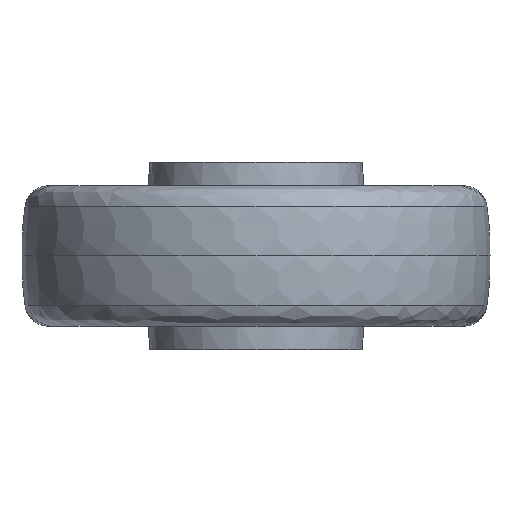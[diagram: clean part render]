
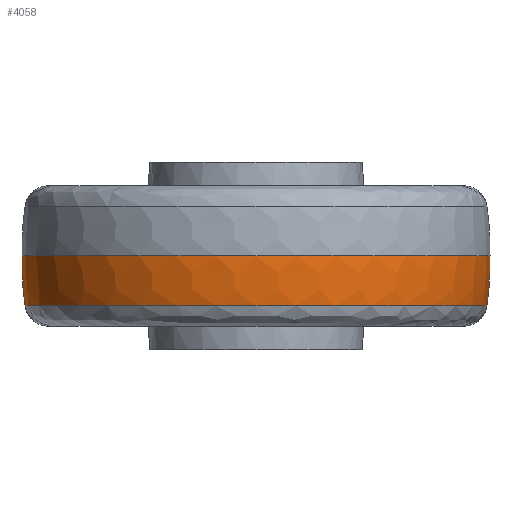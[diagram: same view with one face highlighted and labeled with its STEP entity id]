
A CAD part, front view. The second image highlights one B-rep face of the part: STEP entity #4058.
In plain terms, the highlighted toroidal (fillet/blend) face has major radius 24.98 mm and minor radius 100 mm.
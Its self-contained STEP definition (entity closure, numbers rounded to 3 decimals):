
#235 = CARTESIAN_POINT ( 'NONE',  ( -34.279, -22.366, -16.007 ) ) ;
#236 = VERTEX_POINT ( 'NONE', #2906 ) ;
#314 = CARTESIAN_POINT ( 'NONE',  ( 39.759, -22.366, -16.007 ) ) ;
#404 = AXIS2_PLACEMENT_3D ( 'NONE', #235, #1461, #3152 ) ;
#527 = CIRCLE ( 'NONE', #2303, 100. ) ;
#649 = EDGE_CURVE ( 'NONE', #1547, #236, #4064, .T. ) ;
#1007 = DIRECTION ( 'NONE',  ( 0., 1., 0. ) ) ;
#1211 = DIRECTION ( 'NONE',  ( 1., 0., 0. ) ) ;
#1253 = AXIS2_PLACEMENT_3D ( 'NONE', #3900, #3322, #2274 ) ;
#1286 = DIRECTION ( 'NONE',  ( -1., 0., 0. ) ) ;
#1326 = TOROIDAL_SURFACE ( 'NONE', #3386, -24.98, 100. ) ;
#1362 = VERTEX_POINT ( 'NONE', #1884 ) ;
#1410 = FACE_OUTER_BOUND ( 'NONE', #2840, .T. ) ;
#1452 = DIRECTION ( 'NONE',  ( 0., 0., 1. ) ) ;
#1461 = DIRECTION ( 'NONE',  ( 0., 0., 1. ) ) ;
#1514 = DIRECTION ( 'NONE',  ( 0., 0., 1. ) ) ;
#1547 = VERTEX_POINT ( 'NONE', #3595 ) ;
#1855 = ORIENTED_EDGE ( 'NONE', *, *, #2111, .T. ) ;
#1884 = CARTESIAN_POINT ( 'NONE',  ( -108.317, -22.366, -16.007 ) ) ;
#2066 = CARTESIAN_POINT ( 'NONE',  ( -34.279, -22.366, -2.024 ) ) ;
#2087 = AXIS2_PLACEMENT_3D ( 'NONE', #4110, #1514, #1211 ) ;
#2111 = EDGE_CURVE ( 'NONE', #1362, #4155, #2307, .T. ) ;
#2160 = EDGE_CURVE ( 'NONE', #1362, #1547, #527, .T. ) ;
#2213 = CIRCLE ( 'NONE', #1253, 100. ) ;
#2274 = DIRECTION ( 'NONE',  ( 0., 0., -1. ) ) ;
#2303 = AXIS2_PLACEMENT_3D ( 'NONE', #3172, #1007, #1286 ) ;
#2307 = CIRCLE ( 'NONE', #404, 74.038 ) ;
#2482 = ORIENTED_EDGE ( 'NONE', *, *, #649, .F. ) ;
#2654 = ORIENTED_EDGE ( 'NONE', *, *, #2160, .F. ) ;
#2689 = DIRECTION ( 'NONE',  ( 1., 0., 0. ) ) ;
#2840 = EDGE_LOOP ( 'NONE', ( #2654, #1855, #3526, #2482 ) ) ;
#2906 = CARTESIAN_POINT ( 'NONE',  ( 40.721, -22.366, 0. ) ) ;
#3152 = DIRECTION ( 'NONE',  ( 1., 0., 0. ) ) ;
#3172 = CARTESIAN_POINT ( 'NONE',  ( -9.299, -22.366, -2.024 ) ) ;
#3322 = DIRECTION ( 'NONE',  ( 0., -1., 0. ) ) ;
#3386 = AXIS2_PLACEMENT_3D ( 'NONE', #2066, #1452, #2689 ) ;
#3526 = ORIENTED_EDGE ( 'NONE', *, *, #3639, .T. ) ;
#3595 = CARTESIAN_POINT ( 'NONE',  ( -109.279, -22.366, 0. ) ) ;
#3639 = EDGE_CURVE ( 'NONE', #4155, #236, #2213, .T. ) ;
#3900 = CARTESIAN_POINT ( 'NONE',  ( -59.258, -22.366, -2.024 ) ) ;
#4058 = ADVANCED_FACE ( 'NONE', ( #1410 ), #1326, .T. ) ;
#4064 = CIRCLE ( 'NONE', #2087, 75. ) ;
#4110 = CARTESIAN_POINT ( 'NONE',  ( -34.279, -22.366, 0. ) ) ;
#4155 = VERTEX_POINT ( 'NONE', #314 ) ;
